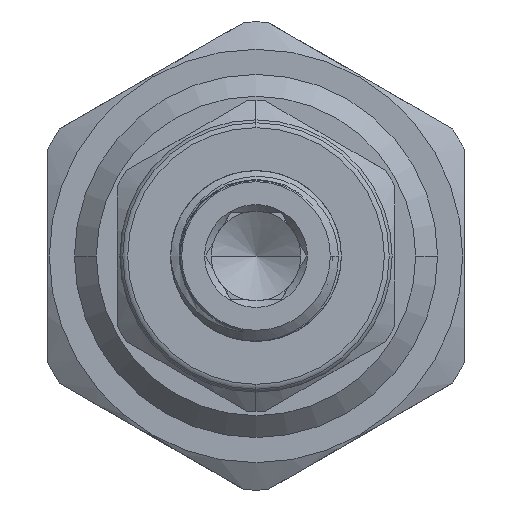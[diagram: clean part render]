
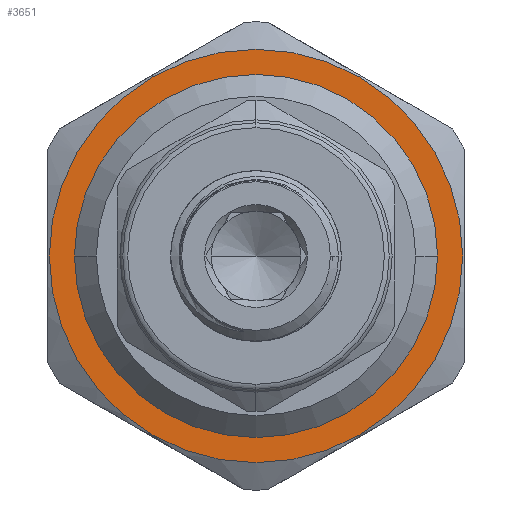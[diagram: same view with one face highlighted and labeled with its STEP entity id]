
A CAD part, left-side view. The second image highlights one B-rep face of the part: STEP entity #3651.
In plain terms, the highlighted planar face has unit normal (-1, 0, 0).
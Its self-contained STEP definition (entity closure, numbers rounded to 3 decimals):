
#734 = DIRECTION ( 'NONE',  ( 0., 1., 0. ) ) ;
#1053 = ORIENTED_EDGE ( 'NONE', *, *, #11712, .T. ) ;
#1324 = DIRECTION ( 'NONE',  ( 0., 1., 0. ) ) ;
#1769 = VERTEX_POINT ( 'NONE', #14082 ) ;
#2015 = CARTESIAN_POINT ( 'NONE',  ( 13.9, 0., 0. ) ) ;
#2142 = FACE_OUTER_BOUND ( 'NONE', #10712, .T. ) ;
#2360 = EDGE_CURVE ( 'NONE', #10291, #10574, #14701, .T. ) ;
#2469 = AXIS2_PLACEMENT_3D ( 'NONE', #8256, #13144, #14362 ) ;
#3278 = CIRCLE ( 'NONE', #14597, 8.3 ) ;
#3351 = DIRECTION ( 'NONE',  ( -1., 0., 0. ) ) ;
#3651 = ADVANCED_FACE ( 'NONE', ( #14277, #2142 ), #6977, .F. ) ;
#4099 = CARTESIAN_POINT ( 'NONE',  ( 13.9, -8.3, 0. ) ) ;
#4500 = DIRECTION ( 'NONE',  ( 0., -1., 0. ) ) ;
#5221 = CARTESIAN_POINT ( 'NONE',  ( 13.9, 9.45, 0. ) ) ;
#5778 = AXIS2_PLACEMENT_3D ( 'NONE', #9473, #11967, #4500 ) ;
#5976 = EDGE_CURVE ( 'NONE', #10574, #10291, #3278, .T. ) ;
#6977 = PLANE ( 'NONE',  #5778 ) ;
#7217 = ORIENTED_EDGE ( 'NONE', *, *, #8080, .T. ) ;
#7521 = DIRECTION ( 'NONE',  ( -1., 0., 0. ) ) ;
#7587 = CIRCLE ( 'NONE', #10286, 9.45 ) ;
#8080 = EDGE_CURVE ( 'NONE', #14783, #1769, #7587, .T. ) ;
#8197 = AXIS2_PLACEMENT_3D ( 'NONE', #2015, #10974, #8437 ) ;
#8256 = CARTESIAN_POINT ( 'NONE',  ( 13.9, 0., 0. ) ) ;
#8437 = DIRECTION ( 'NONE',  ( 0., 1., 0. ) ) ;
#8515 = ORIENTED_EDGE ( 'NONE', *, *, #2360, .F. ) ;
#9473 = CARTESIAN_POINT ( 'NONE',  ( 13.9, 0., -8.3 ) ) ;
#10286 = AXIS2_PLACEMENT_3D ( 'NONE', #13260, #3351, #734 ) ;
#10291 = VERTEX_POINT ( 'NONE', #4099 ) ;
#10446 = CIRCLE ( 'NONE', #2469, 9.45 ) ;
#10574 = VERTEX_POINT ( 'NONE', #12233 ) ;
#10712 = EDGE_LOOP ( 'NONE', ( #1053, #7217 ) ) ;
#10974 = DIRECTION ( 'NONE',  ( -1., 0., 0. ) ) ;
#11305 = CARTESIAN_POINT ( 'NONE',  ( 13.9, 0., 0. ) ) ;
#11712 = EDGE_CURVE ( 'NONE', #1769, #14783, #10446, .T. ) ;
#11967 = DIRECTION ( 'NONE',  ( 1., 0., 0. ) ) ;
#12233 = CARTESIAN_POINT ( 'NONE',  ( 13.9, 8.3, 0. ) ) ;
#12833 = ORIENTED_EDGE ( 'NONE', *, *, #5976, .F. ) ;
#13144 = DIRECTION ( 'NONE',  ( -1., 0., 0. ) ) ;
#13260 = CARTESIAN_POINT ( 'NONE',  ( 13.9, 0., 0. ) ) ;
#14082 = CARTESIAN_POINT ( 'NONE',  ( 13.9, -9.45, 0. ) ) ;
#14277 = FACE_BOUND ( 'NONE', #14383, .T. ) ;
#14362 = DIRECTION ( 'NONE',  ( 0., 1., 0. ) ) ;
#14383 = EDGE_LOOP ( 'NONE', ( #12833, #8515 ) ) ;
#14597 = AXIS2_PLACEMENT_3D ( 'NONE', #11305, #7521, #1324 ) ;
#14701 = CIRCLE ( 'NONE', #8197, 8.3 ) ;
#14783 = VERTEX_POINT ( 'NONE', #5221 ) ;
